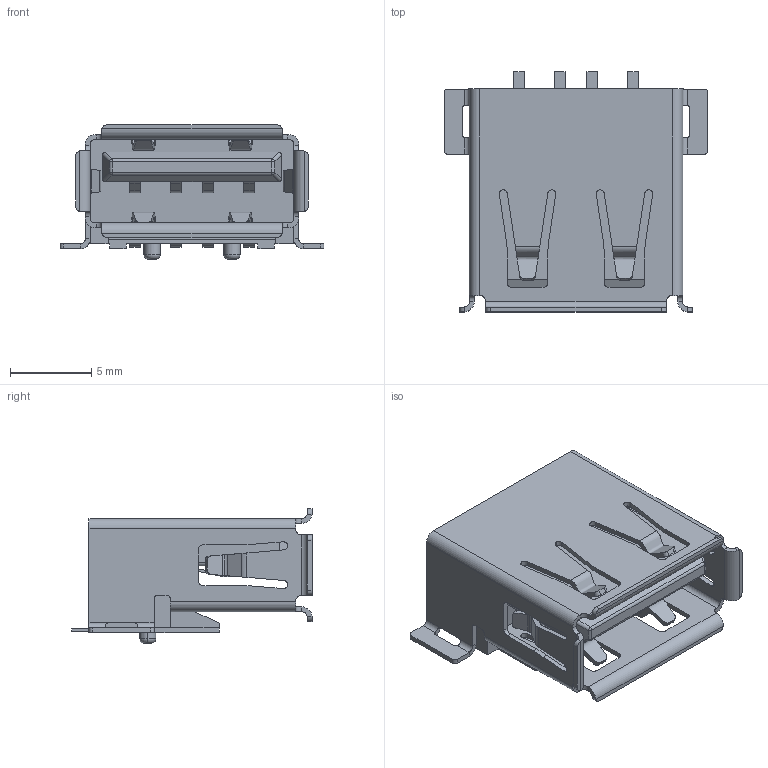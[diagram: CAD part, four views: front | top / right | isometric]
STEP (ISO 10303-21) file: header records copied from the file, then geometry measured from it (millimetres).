
FILE_DESCRIPTION (( 'STEP AP214' ), '1' );
FILE_NAME ('USB-A-SMD_4P-L14.3-W13.7-H8.2.step', '2022-07-15T08:03:56', ( '' ), ( '' ), 'SwSTEP 2.0', 'SolidWorks 2020', '' );
FILE_SCHEMA (( 'AUTOMOTIVE_DESIGN' ));
Length unit declared in the file: millimetre
Products named in the file (1): USB-A-SMD_4P-L14.3-W13.7-H8.2
Bounding box: 16.2 x 14.75 x 8.25 mm (x, y, z)
Volume: 620 mm3; surface area: 1635.6 mm2
Topology: 2 solids, 2 shells, 821 faces, 2198 edges, 1404 vertices
Faces by surface type: plane 497, cylinder 196, bspline 120, torus 4, sphere 4
Entity records: 36286 total; most frequent: CARTESIAN_POINT 7520, ORIENTED_EDGE 4388, DIRECTION 3598, EDGE_CURVE 2194, LINE 1522, VECTOR 1522, VERTEX_POINT 1404, AXIS2_PLACEMENT_3D 1038
